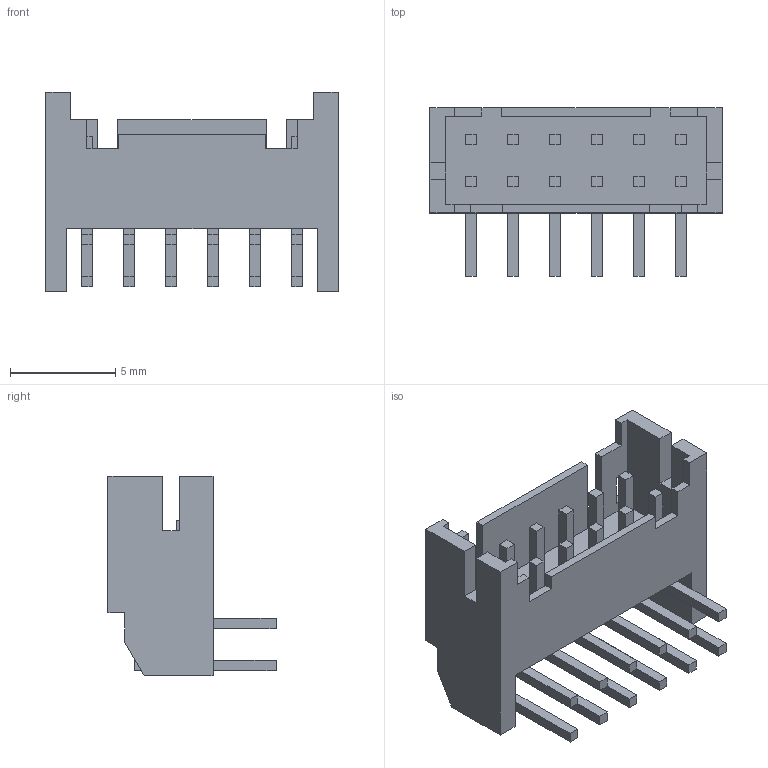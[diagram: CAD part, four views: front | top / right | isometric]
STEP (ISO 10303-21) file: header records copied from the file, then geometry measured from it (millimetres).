
FILE_DESCRIPTION (( 'STEP AP214' ), '1' );
FILE_NAME ('S12B-PHDSS.STEP', '2010-06-21T03:51:06', ( '9g-mnaganawa' ), ( 'ｊｓｔ－ｏｅｃ' ), 'SwSTEP 2.0', 'SolidWorks 2005235', '' );
FILE_SCHEMA (( 'AUTOMOTIVE_DESIGN' ));
Length unit declared in the file: millimetre
Products named in the file (1): S12B-PHDSS
Bounding box: 13.9 x 8 x 9.5 mm (x, y, z)
Volume: 222.3 mm3; surface area: 762.3 mm2
Topology: 1 solids, 1 shells, 202 faces, 528 edges, 352 vertices
Faces by surface type: plane 202
Entity records: 7687 total; most frequent: CARTESIAN_POINT 1083, ORIENTED_EDGE 1056, DIRECTION 934, VECTOR 528, LINE 528, EDGE_CURVE 528, VERTEX_POINT 352, EDGE_LOOP 230
